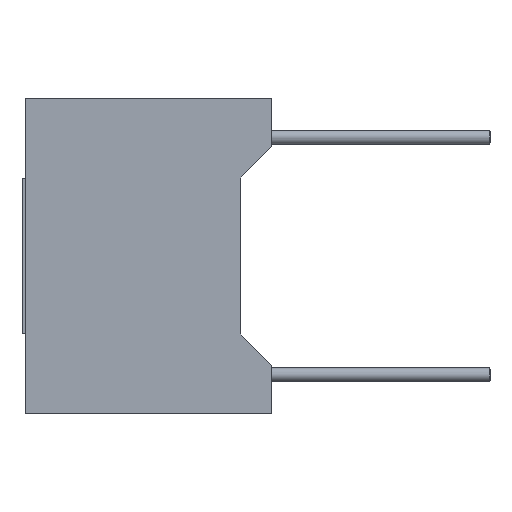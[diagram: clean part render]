
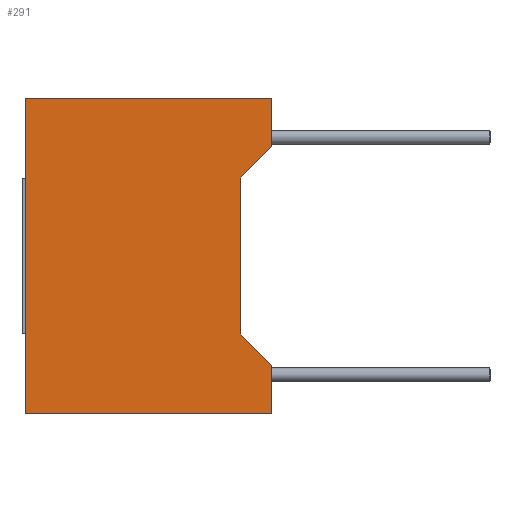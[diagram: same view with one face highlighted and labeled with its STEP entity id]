
A CAD part, left-side view. The second image highlights one B-rep face of the part: STEP entity #291.
In plain terms, the highlighted planar face has unit normal (-1, 0, 0).
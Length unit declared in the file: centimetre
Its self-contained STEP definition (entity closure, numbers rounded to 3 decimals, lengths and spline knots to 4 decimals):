
#39 = CARTESIAN_POINT ( 'NONE',  ( 0., 0., -0.855 ) ) ;
#170 = CARTESIAN_POINT ( 'NONE',  ( 0., 0.1, -0.255 ) ) ;
#230 = VECTOR ( 'NONE', #2211, 100. ) ;
#259 = CARTESIAN_POINT ( 'NONE',  ( 0., 0., 0. ) ) ;
#291 = ADVANCED_FACE ( 'NONE', ( #3045 ), #3108, .F. ) ;
#323 = EDGE_CURVE ( 'NONE', #3789, #1917, #734, .T. ) ;
#403 = CARTESIAN_POINT ( 'NONE',  ( 0., 0.79, -1.01 ) ) ;
#405 = CARTESIAN_POINT ( 'NONE',  ( 0., 0., -1.01 ) ) ;
#415 = CARTESIAN_POINT ( 'NONE',  ( 0., 0.79, 0. ) ) ;
#543 = LINE ( 'NONE', #2286, #2541 ) ;
#573 = CARTESIAN_POINT ( 'NONE',  ( 0., 0.79, 0. ) ) ;
#598 = EDGE_CURVE ( 'NONE', #1306, #2888, #543, .T. ) ;
#697 = CARTESIAN_POINT ( 'NONE',  ( 0., 0.79, 0. ) ) ;
#707 = DIRECTION ( 'NONE',  ( 0., 0., 1. ) ) ;
#734 = LINE ( 'NONE', #573, #3266 ) ;
#752 = CARTESIAN_POINT ( 'NONE',  ( 0., 0.1, -0.755 ) ) ;
#864 = ORIENTED_EDGE ( 'NONE', *, *, #3861, .T. ) ;
#1086 = VERTEX_POINT ( 'NONE', #4577 ) ;
#1090 = VECTOR ( 'NONE', #1395, 100. ) ;
#1121 = DIRECTION ( 'NONE',  ( 0., -1., 0. ) ) ;
#1163 = VERTEX_POINT ( 'NONE', #3875 ) ;
#1259 = DIRECTION ( 'NONE',  ( 0., 0., 1. ) ) ;
#1276 = AXIS2_PLACEMENT_3D ( 'NONE', #3810, #2002, #4507 ) ;
#1306 = VERTEX_POINT ( 'NONE', #752 ) ;
#1389 = CARTESIAN_POINT ( 'NONE',  ( 0., 0., 0. ) ) ;
#1395 = DIRECTION ( 'NONE',  ( 0., -0.707, 0.707 ) ) ;
#1457 = ORIENTED_EDGE ( 'NONE', *, *, #2315, .T. ) ;
#1629 = ORIENTED_EDGE ( 'NONE', *, *, #323, .F. ) ;
#1774 = EDGE_CURVE ( 'NONE', #1086, #1917, #3621, .T. ) ;
#1905 = ORIENTED_EDGE ( 'NONE', *, *, #3855, .T. ) ;
#1917 = VERTEX_POINT ( 'NONE', #259 ) ;
#2002 = DIRECTION ( 'NONE',  ( 1., 0., 0. ) ) ;
#2069 = CARTESIAN_POINT ( 'NONE',  ( 0., 0., -0.155 ) ) ;
#2073 = EDGE_CURVE ( 'NONE', #2888, #1086, #3831, .T. ) ;
#2211 = DIRECTION ( 'NONE',  ( 0., 0., 1. ) ) ;
#2286 = CARTESIAN_POINT ( 'NONE',  ( 0., 0.1, -0.255 ) ) ;
#2315 = EDGE_CURVE ( 'NONE', #1163, #4215, #2905, .T. ) ;
#2388 = LINE ( 'NONE', #3604, #230 ) ;
#2444 = VECTOR ( 'NONE', #707, 100. ) ;
#2451 = ORIENTED_EDGE ( 'NONE', *, *, #3689, .F. ) ;
#2541 = VECTOR ( 'NONE', #1259, 100. ) ;
#2725 = DIRECTION ( 'NONE',  ( 0., -1., 0. ) ) ;
#2843 = VECTOR ( 'NONE', #4014, 100. ) ;
#2888 = VERTEX_POINT ( 'NONE', #170 ) ;
#2905 = LINE ( 'NONE', #403, #4328 ) ;
#2906 = VECTOR ( 'NONE', #2944, 100. ) ;
#2928 = CARTESIAN_POINT ( 'NONE',  ( 0., 0., -0.855 ) ) ;
#2944 = DIRECTION ( 'NONE',  ( 0., 0.707, 0.707 ) ) ;
#3045 = FACE_OUTER_BOUND ( 'NONE', #3657, .T. ) ;
#3097 = LINE ( 'NONE', #2928, #2906 ) ;
#3108 = PLANE ( 'NONE',  #1276 ) ;
#3266 = VECTOR ( 'NONE', #2725, 100. ) ;
#3379 = ORIENTED_EDGE ( 'NONE', *, *, #598, .T. ) ;
#3604 = CARTESIAN_POINT ( 'NONE',  ( 0., 0., 0. ) ) ;
#3621 = LINE ( 'NONE', #1389, #2843 ) ;
#3657 = EDGE_LOOP ( 'NONE', ( #3379, #4032, #3994, #1629, #2451, #1457, #1905, #864 ) ) ;
#3689 = EDGE_CURVE ( 'NONE', #1163, #3789, #4280, .T. ) ;
#3789 = VERTEX_POINT ( 'NONE', #415 ) ;
#3810 = CARTESIAN_POINT ( 'NONE',  ( 0., 0.79, 0. ) ) ;
#3831 = LINE ( 'NONE', #2069, #1090 ) ;
#3855 = EDGE_CURVE ( 'NONE', #4215, #3909, #2388, .T. ) ;
#3861 = EDGE_CURVE ( 'NONE', #3909, #1306, #3097, .T. ) ;
#3875 = CARTESIAN_POINT ( 'NONE',  ( 0., 0.79, -1.01 ) ) ;
#3909 = VERTEX_POINT ( 'NONE', #39 ) ;
#3994 = ORIENTED_EDGE ( 'NONE', *, *, #1774, .T. ) ;
#4014 = DIRECTION ( 'NONE',  ( 0., 0., 1. ) ) ;
#4032 = ORIENTED_EDGE ( 'NONE', *, *, #2073, .T. ) ;
#4215 = VERTEX_POINT ( 'NONE', #405 ) ;
#4280 = LINE ( 'NONE', #697, #2444 ) ;
#4328 = VECTOR ( 'NONE', #1121, 100. ) ;
#4507 = DIRECTION ( 'NONE',  ( 0., 0., -1. ) ) ;
#4577 = CARTESIAN_POINT ( 'NONE',  ( 0., 0., -0.155 ) ) ;
